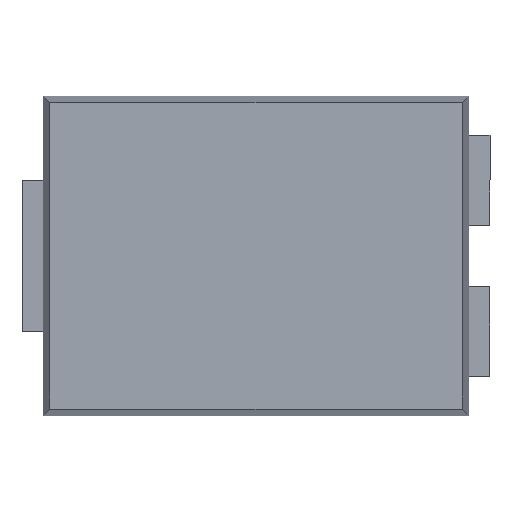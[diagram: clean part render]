
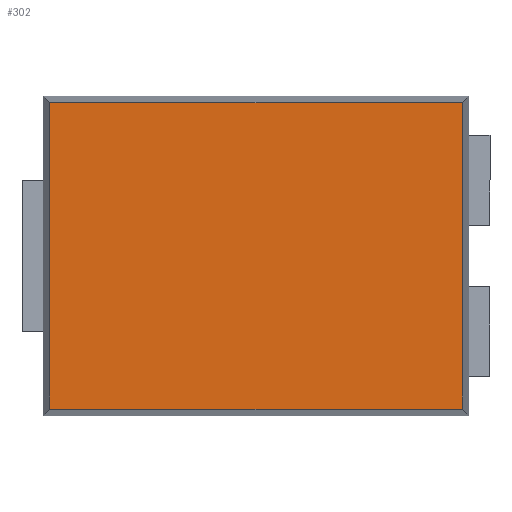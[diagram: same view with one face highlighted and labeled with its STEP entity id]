
A CAD part, top view. The second image highlights one B-rep face of the part: STEP entity #302.
In plain terms, the highlighted planar face has unit normal (0, 0, 1).
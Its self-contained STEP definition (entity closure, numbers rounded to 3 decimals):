
#82 = DIRECTION ( 'NONE',  ( 0., -1., 0. ) ) ;
#88 = ORIENTED_EDGE ( 'NONE', *, *, #650, .T. ) ;
#131 = LINE ( 'NONE', #1242, #232 ) ;
#196 = DIRECTION ( 'NONE',  ( 0., 0., 1. ) ) ;
#209 = EDGE_CURVE ( 'NONE', #1556, #490, #1845, .T. ) ;
#232 = VECTOR ( 'NONE', #1986, 1000. ) ;
#282 = AXIS2_PLACEMENT_3D ( 'NONE', #1151, #196, #813 ) ;
#302 = ADVANCED_FACE ( 'NONE', ( #1593 ), #996, .T. ) ;
#429 = CARTESIAN_POINT ( 'NONE',  ( -2.862, -2.127, 1.2 ) ) ;
#478 = EDGE_LOOP ( 'NONE', ( #88, #627, #1267, #1091 ) ) ;
#490 = VERTEX_POINT ( 'NONE', #775 ) ;
#553 = VECTOR ( 'NONE', #1546, 1000. ) ;
#627 = ORIENTED_EDGE ( 'NONE', *, *, #1592, .T. ) ;
#635 = CARTESIAN_POINT ( 'NONE',  ( -2.955, 2.127, 1.2 ) ) ;
#650 = EDGE_CURVE ( 'NONE', #1512, #1123, #1916, .T. ) ;
#775 = CARTESIAN_POINT ( 'NONE',  ( 2.862, 2.127, 1.2 ) ) ;
#813 = DIRECTION ( 'NONE',  ( 1., 0., 0. ) ) ;
#939 = CARTESIAN_POINT ( 'NONE',  ( 2.862, 2.22, 1.2 ) ) ;
#946 = LINE ( 'NONE', #635, #1176 ) ;
#996 = PLANE ( 'NONE',  #282 ) ;
#1062 = CARTESIAN_POINT ( 'NONE',  ( 2.862, -2.127, 1.2 ) ) ;
#1091 = ORIENTED_EDGE ( 'NONE', *, *, #1207, .T. ) ;
#1123 = VERTEX_POINT ( 'NONE', #429 ) ;
#1127 = VECTOR ( 'NONE', #82, 1000. ) ;
#1151 = CARTESIAN_POINT ( 'NONE',  ( 0., 0., 1.2 ) ) ;
#1152 = CARTESIAN_POINT ( 'NONE',  ( -2.862, 2.127, 1.2 ) ) ;
#1176 = VECTOR ( 'NONE', #1209, 1000. ) ;
#1207 = EDGE_CURVE ( 'NONE', #490, #1512, #946, .T. ) ;
#1209 = DIRECTION ( 'NONE',  ( -1., 0., 0. ) ) ;
#1242 = CARTESIAN_POINT ( 'NONE',  ( 2.955, -2.127, 1.2 ) ) ;
#1267 = ORIENTED_EDGE ( 'NONE', *, *, #209, .T. ) ;
#1472 = CARTESIAN_POINT ( 'NONE',  ( -2.862, -2.22, 1.2 ) ) ;
#1512 = VERTEX_POINT ( 'NONE', #1152 ) ;
#1546 = DIRECTION ( 'NONE',  ( 0., 1., 0. ) ) ;
#1556 = VERTEX_POINT ( 'NONE', #1062 ) ;
#1592 = EDGE_CURVE ( 'NONE', #1123, #1556, #131, .T. ) ;
#1593 = FACE_OUTER_BOUND ( 'NONE', #478, .T. ) ;
#1845 = LINE ( 'NONE', #939, #553 ) ;
#1916 = LINE ( 'NONE', #1472, #1127 ) ;
#1986 = DIRECTION ( 'NONE',  ( 1., 0., 0. ) ) ;
